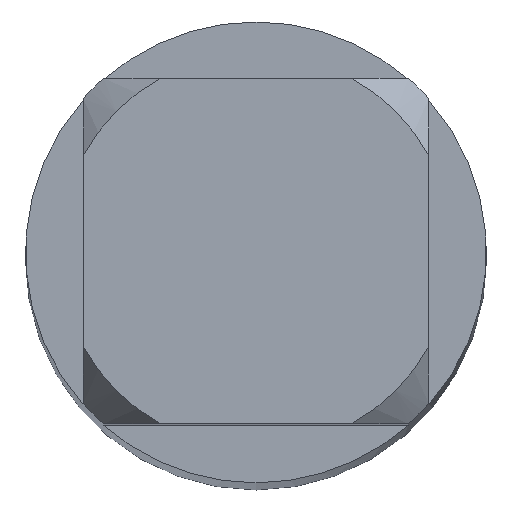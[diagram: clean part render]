
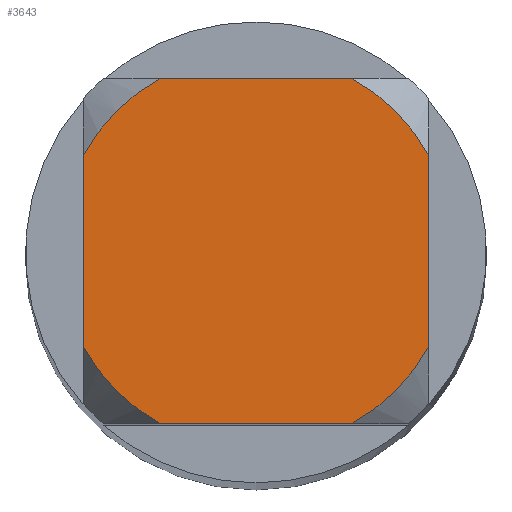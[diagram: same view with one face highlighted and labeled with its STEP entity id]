
A CAD part, top view. The second image highlights one B-rep face of the part: STEP entity #3643.
In plain terms, the highlighted planar face has unit normal (0, 0, 1).
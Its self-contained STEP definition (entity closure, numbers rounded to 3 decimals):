
#1855=EDGE_CURVE('',#2203,#3573,#5482,.T.);
#2021=VERTEX_POINT('',#5660);
#2153=EDGE_CURVE('',#3421,#3573,#5805,.T.);
#2203=VERTEX_POINT('',#5859);
#2459=VERTEX_POINT('',#6140);
#2469=VERTEX_POINT('',#6150);
#2571=EDGE_CURVE('',#2021,#3017,#6265,.T.);
#3017=VERTEX_POINT('',#6755);
#3275=VERTEX_POINT('',#7043);
#3421=VERTEX_POINT('',#7203);
#3573=VERTEX_POINT('',#7369);
#3643=ADVANCED_FACE('',(#7447),#7448,.T.);
#3671=EDGE_CURVE('',#2469,#3017,#7479,.T.);
#3899=EDGE_CURVE('',#3421,#2459,#7739,.T.);
#4287=EDGE_CURVE('',#2469,#2459,#8163,.T.);
#4335=EDGE_CURVE('',#2203,#3275,#8214,.T.);
#4893=EDGE_CURVE('',#2021,#3275,#8822,.T.);
#5482=LINE('',#9487,#9488);
#5660=CARTESIAN_POINT('',(1.05,-0.581,0.0));
#5805=CIRCLE('',#10154,1.2);
#5859=CARTESIAN_POINT('',(0.581,1.05,0.0));
#6140=CARTESIAN_POINT('',(-1.05,-0.581,0.0));
#6150=CARTESIAN_POINT('',(-0.581,-1.05,0.0));
#6265=CIRCLE('',#11191,1.2);
#6755=CARTESIAN_POINT('',(0.581,-1.05,0.0));
#7043=CARTESIAN_POINT('',(1.05,0.581,0.0));
#7203=CARTESIAN_POINT('',(-1.05,0.581,0.0));
#7369=CARTESIAN_POINT('',(-0.581,1.05,0.0));
#7447=FACE_OUTER_BOUND('',#13775,.T.);
#7448=PLANE('',#13776);
#7479=LINE('',#13840,#13841);
#7739=LINE('',#14332,#14333);
#8163=CIRCLE('',#15283,1.2);
#8214=CIRCLE('',#15381,1.2);
#8822=LINE('',#16752,#16753);
#9487=CARTESIAN_POINT('',(0.0,1.05,0.0));
#9488=VECTOR('',#17984,1.0);
#10154=AXIS2_PLACEMENT_3D('',#18303,#18304,#18305);
#11191=AXIS2_PLACEMENT_3D('',#18791,#18792,#18793);
#13775=EDGE_LOOP('',(#20436,#20437,#20438,#20439,#20440,#20441,#20442,#20443));
#13776=AXIS2_PLACEMENT_3D('',#20444,#20445,#20446);
#13840=CARTESIAN_POINT('',(0.0,-1.05,0.0));
#13841=VECTOR('',#20482,1.0);
#14332=CARTESIAN_POINT('',(-1.05,0.3,0.0));
#14333=VECTOR('',#20846,1.0);
#15283=AXIS2_PLACEMENT_3D('',#21323,#21324,#21325);
#15381=AXIS2_PLACEMENT_3D('',#21367,#21368,#21369);
#16752=CARTESIAN_POINT('',(1.05,0.3,0.0));
#16753=VECTOR('',#21987,1.0);
#17984=DIRECTION('',(-1.0,0.0,0.0));
#18303=CARTESIAN_POINT('',(0.0,0.0,0.0));
#18304=DIRECTION('',(0.0,0.0,-1.0));
#18305=DIRECTION('',(0.0,1.0,0.0));
#18791=CARTESIAN_POINT('',(0.0,0.0,0.0));
#18792=DIRECTION('',(0.0,0.0,-1.0));
#18793=DIRECTION('',(0.0,1.0,0.0));
#20436=ORIENTED_EDGE('',*,*,#3899,.T.);
#20437=ORIENTED_EDGE('',*,*,#4287,.F.);
#20438=ORIENTED_EDGE('',*,*,#3671,.T.);
#20439=ORIENTED_EDGE('',*,*,#2571,.F.);
#20440=ORIENTED_EDGE('',*,*,#4893,.T.);
#20441=ORIENTED_EDGE('',*,*,#4335,.F.);
#20442=ORIENTED_EDGE('',*,*,#1855,.T.);
#20443=ORIENTED_EDGE('',*,*,#2153,.F.);
#20444=CARTESIAN_POINT('',(0.0,0.6,0.0));
#20445=DIRECTION('',(-0.0,0.0,1.0));
#20446=DIRECTION('',(0.0,-1.0,0.0));
#20482=DIRECTION('',(1.0,0.0,0.0));
#20846=DIRECTION('',(-0.0,-1.0,0.0));
#21323=CARTESIAN_POINT('',(0.0,0.0,0.0));
#21324=DIRECTION('',(0.0,0.0,-1.0));
#21325=DIRECTION('',(0.0,1.0,0.0));
#21367=CARTESIAN_POINT('',(0.0,0.0,0.0));
#21368=DIRECTION('',(0.0,0.0,-1.0));
#21369=DIRECTION('',(0.0,1.0,0.0));
#21987=DIRECTION('',(-0.0,1.0,0.0));
